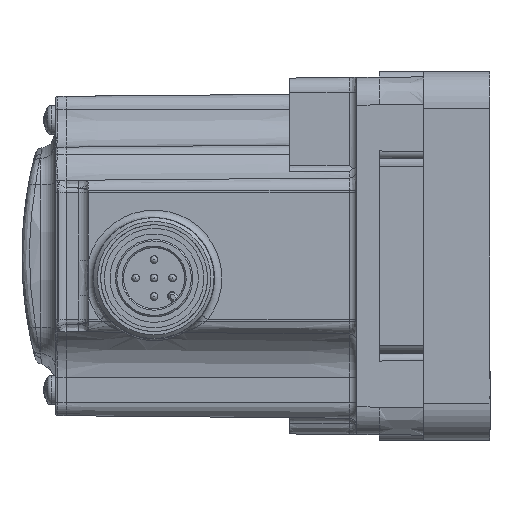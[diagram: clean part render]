
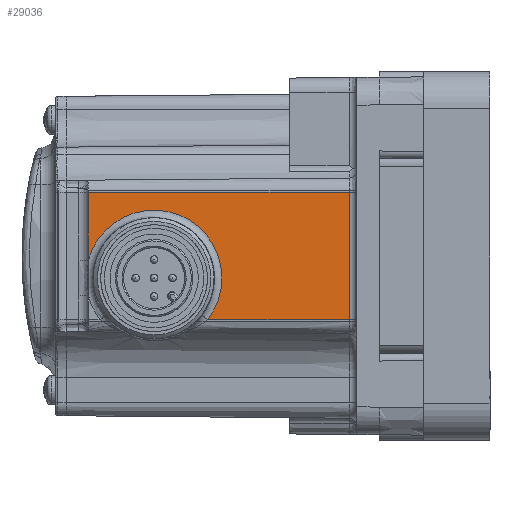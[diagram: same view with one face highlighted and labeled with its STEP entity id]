
A CAD part, left-side view. The second image highlights one B-rep face of the part: STEP entity #29036.
In plain terms, the highlighted face is planar.
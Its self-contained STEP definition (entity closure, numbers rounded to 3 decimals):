
#1616=CIRCLE('',#31102,9.222);
#2936=FACE_OUTER_BOUND('',#4661,.T.);
#4661=EDGE_LOOP('',(#21031,#21032,#21033,#21034,#21035));
#6802=LINE('',#45490,#9436);
#6803=LINE('',#45492,#9437);
#6804=LINE('',#45494,#9438);
#6805=LINE('',#45495,#9439);
#9436=VECTOR('',#36120,9.216);
#9437=VECTOR('',#36121,10.);
#9438=VECTOR('',#36122,17.251);
#9439=VECTOR('',#36123,10.);
#12017=VERTEX_POINT('',#44706);
#12020=VERTEX_POINT('',#44716);
#12078=VERTEX_POINT('',#45489);
#12079=VERTEX_POINT('',#45491);
#12080=VERTEX_POINT('',#45493);
#15222=EDGE_CURVE('',#12020,#12017,#1616,.T.);
#15326=EDGE_CURVE('',#12078,#12017,#6802,.T.);
#15327=EDGE_CURVE('',#12079,#12020,#6803,.T.);
#15328=EDGE_CURVE('',#12080,#12079,#6804,.T.);
#15329=EDGE_CURVE('',#12078,#12080,#6805,.T.);
#21031=ORIENTED_EDGE('',*,*,#15326,.T.);
#21032=ORIENTED_EDGE('',*,*,#15222,.F.);
#21033=ORIENTED_EDGE('',*,*,#15327,.F.);
#21034=ORIENTED_EDGE('',*,*,#15328,.F.);
#21035=ORIENTED_EDGE('',*,*,#15329,.F.);
#26237=PLANE('',#31182);
#29036=ADVANCED_FACE('',(#2936),#26237,.T.);
#31102=AXIS2_PLACEMENT_3D('',#44718,#35927,#35928);
#31182=AXIS2_PLACEMENT_3D('',#45488,#36118,#36119);
#35927=DIRECTION('center_axis',(0.,-1.,
0.009));
#35928=DIRECTION('ref_axis',(1.,0.,0.));
#36118=DIRECTION('center_axis',(0.,-1.,
0.009));
#36119=DIRECTION('ref_axis',(-1.,0.,0.));
#36120=DIRECTION('',(-1.,0.,0.));
#36121=DIRECTION('',(0.,0.009,1.));
#36122=DIRECTION('',(-1.,0.,0.));
#36123=DIRECTION('',(0.,-0.009,-1.));
#44706=CARTESIAN_POINT('',(-0.591,-17.501,39.5));
#44716=CARTESIAN_POINT('',(-8.626,-17.643,23.292));
#44718=CARTESIAN_POINT('Origin',(-3.001,-17.579,30.599));
#45488=CARTESIAN_POINT('Origin',(-8.03,-17.475,42.478));
#45489=CARTESIAN_POINT('',(8.625,-17.501,39.5));
#45490=CARTESIAN_POINT('',(-4.015,-17.501,39.5));
#45491=CARTESIAN_POINT('',(-8.626,-17.81,4.091));
#45492=CARTESIAN_POINT('',(-8.626,-17.81,4.091));
#45493=CARTESIAN_POINT('',(8.625,-17.81,4.091));
#45494=CARTESIAN_POINT('',(-4.015,-17.81,4.091));
#45495=CARTESIAN_POINT('',(8.625,-17.501,39.5));
